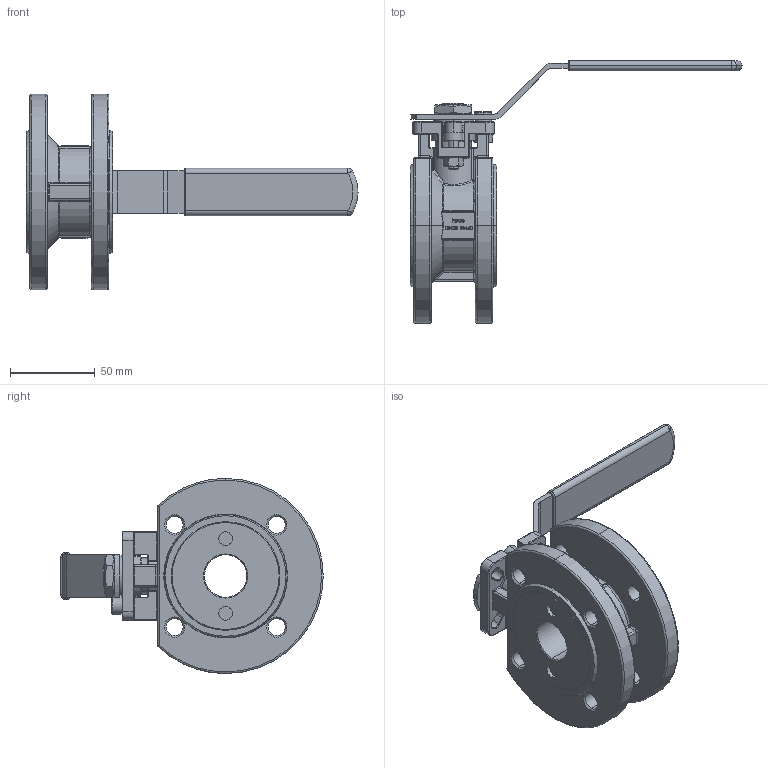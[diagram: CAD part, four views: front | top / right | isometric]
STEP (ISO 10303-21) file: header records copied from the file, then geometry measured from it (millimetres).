
FILE_DESCRIPTION (( 'STEP AP214' ), '1' );
FILE_NAME ('KK-100-000-4 Flanschkugelhahn 1804.STEP', '2018-04-24T06:24:38', ( '' ), ( '' ), 'SwSTEP 2.0', 'SolidWorks 2016', '' );
FILE_SCHEMA (( 'AUTOMOTIVE_DESIGN' ));
Length unit declared in the file: millimetre
Products named in the file (1): KK-100-000-4 Flanschkugelhahn 1804
Bounding box: 195.5 x 154.6 x 115 mm (x, y, z)
Volume: 306660.5 mm3; surface area: 76126.6 mm2
Topology: 1 solids, 1 shells, 1296 faces, 3157 edges, 1855 vertices
Faces by surface type: plane 360, cylinder 355, bspline 275, torus 164, cone 84, sphere 58
Entity records: 54846 total; most frequent: CARTESIAN_POINT 22607, ORIENTED_EDGE 6170, DIRECTION 5515, EDGE_CURVE 3085, AXIS2_PLACEMENT_3D 2081, VERTEX_POINT 1855, EDGE_LOOP 1400, VECTOR 1353
